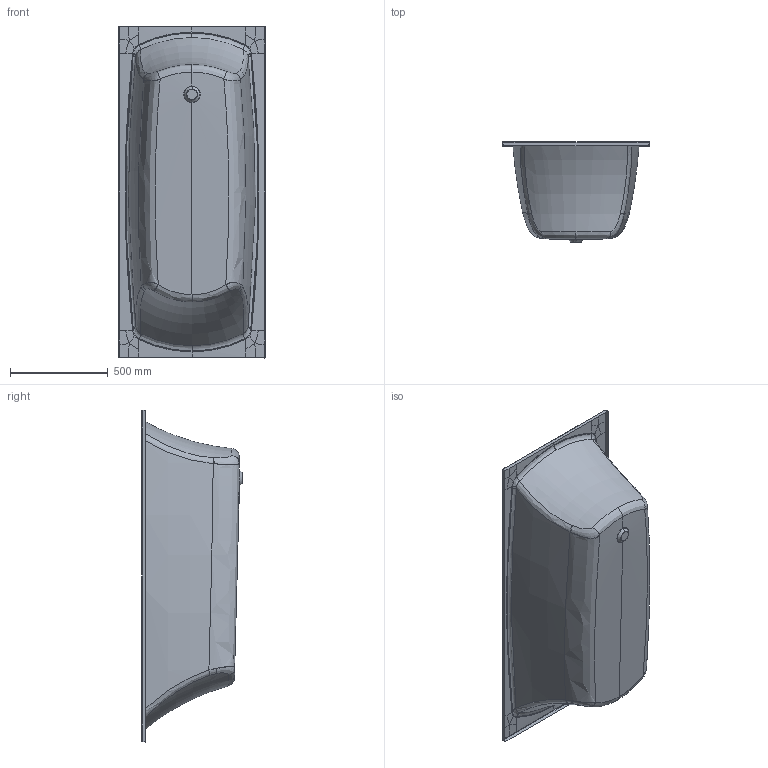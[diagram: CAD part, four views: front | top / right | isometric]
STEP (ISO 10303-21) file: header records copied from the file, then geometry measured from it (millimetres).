
FILE_DESCRIPTION((''),'2;1');
FILE_NAME('UBQ170MYA2V_MYART','2022-06-29T16:56:12',('hegemanc'),('Villeroy & Boch Wellness bv'),'CREO PARAMETRIC BY PTC INC, 2020454','CREO PARAMETRIC BY PTC INC, 2020454','');
FILE_SCHEMA(('CONFIG_CONTROL_DESIGN'));
Length unit declared in the file: millimetre
Products named in the file (1): UBQ170MYA2V_MYART
Bounding box: 750 x 514 x 1700 mm (x, y, z)
Surface area: 2640060.7 mm2 (no closed solid volume)
Topology: 0 solids, 1 shells, 161 faces, 401 edges, 229 vertices
Faces by surface type: bspline 106, cylinder 20, plane 19, torus 8, cone 4, sphere 4
Entity records: 24008 total; most frequent: CARTESIAN_POINT 21224, ORIENTED_EDGE 732, EDGE_CURVE 401, B_SPLINE_CURVE_WITH_KNOTS 318, VERTEX_POINT 229, DIRECTION 207, EDGE_LOOP 161, FACE_OUTER_BOUND 161
